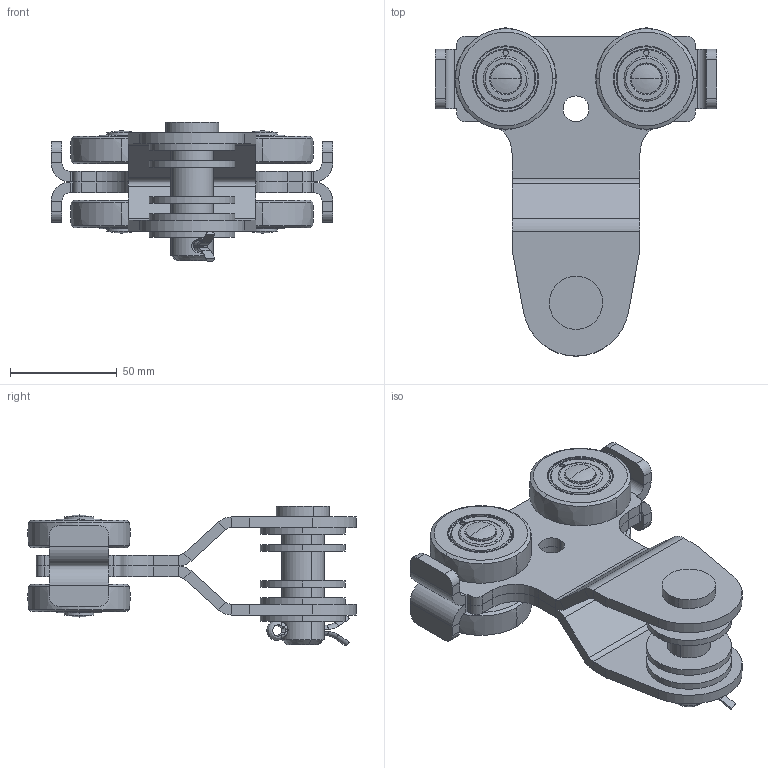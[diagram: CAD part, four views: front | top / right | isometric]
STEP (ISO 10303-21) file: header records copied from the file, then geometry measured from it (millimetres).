
FILE_DESCRIPTION (( 'STEP AP203' ), '1' );
FILE_NAME ('1.25.Ô48-3D.STEP', '2018-04-13T08:27:15', ( '' ), ( '' ), 'SwSTEP 2.0', 'SolidWorks 2017', '' );
FILE_SCHEMA (( 'CONFIG_CONTROL_DESIGN' ));
Length unit declared in the file: millimetre
Products named in the file (1): 1.25.ﾔ48-3D
Bounding box: 132 x 154 x 65.4 mm (x, y, z)
Surface area: 76357.1 mm2 (no closed solid volume)
Topology: 0 solids, 30 shells, 317 faces, 792 edges, 507 vertices
Faces by surface type: plane 123, cylinder 121, cone 34, bspline 23, torus 16
Entity records: 10427 total; most frequent: CARTESIAN_POINT 2722, DIRECTION 1743, ORIENTED_EDGE 1400, EDGE_CURVE 784, AXIS2_PLACEMENT_3D 696, VERTEX_POINT 507, CIRCLE 401, EDGE_LOOP 364
